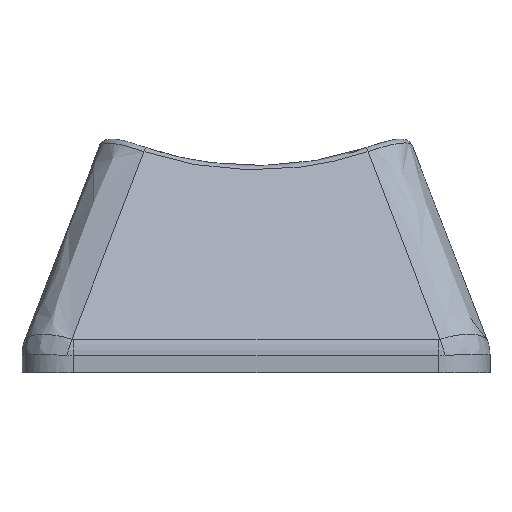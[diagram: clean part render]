
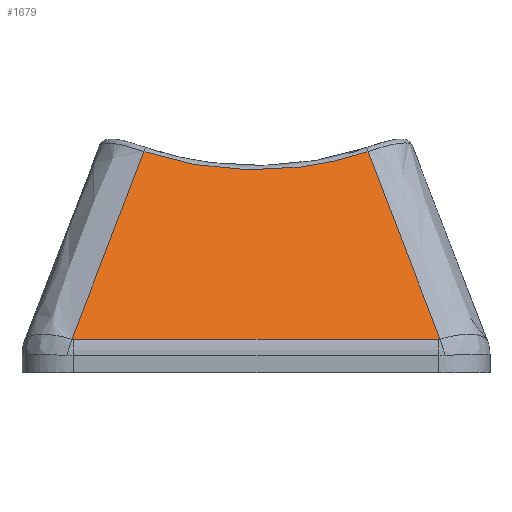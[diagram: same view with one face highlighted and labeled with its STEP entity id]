
A CAD part, front view. The second image highlights one B-rep face of the part: STEP entity #1679.
In plain terms, the highlighted planar face has unit normal (0, -0.906, 0.424).
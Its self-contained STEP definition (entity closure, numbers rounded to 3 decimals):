
#14=PLANE('',#1774);
#41=LINE('',#3390,#97);
#97=VECTOR('',#1848,10.);
#164=ELLIPSE('',#1756,1.179,0.5);
#166=ELLIPSE('',#1761,1.179,0.5);
#240=FACE_OUTER_BOUND('',#331,.T.);
#331=EDGE_LOOP('',(#1288,#1289,#1290,#1291,#1292,#1293));
#511=B_SPLINE_CURVE_WITH_KNOTS('',3,(#3835,#3836,#3837,#3838),
 .UNSPECIFIED.,.F.,.F.,(4,4),(-0.929,-0.078),
 .UNSPECIFIED.);
#513=B_SPLINE_CURVE_WITH_KNOTS('',3,(#3846,#3847,#3848,#3849),
 .UNSPECIFIED.,.F.,.F.,(4,4),(0.078,0.929),
 .UNSPECIFIED.);
#514=B_SPLINE_CURVE_WITH_KNOTS('',3,(#3850,#3851,#3852,#3853),
 .UNSPECIFIED.,.F.,.F.,(4,4),(-0.888,0.),.UNSPECIFIED.);
#661=VERTEX_POINT('',#3346);
#665=VERTEX_POINT('',#3380);
#667=VERTEX_POINT('',#3386);
#669=VERTEX_POINT('',#3407);
#695=VERTEX_POINT('',#3834);
#696=VERTEX_POINT('',#3845);
#870=EDGE_CURVE('',#661,#665,#164,.T.);
#873=EDGE_CURVE('',#665,#667,#41,.T.);
#876=EDGE_CURVE('',#667,#669,#166,.T.);
#915=EDGE_CURVE('',#669,#695,#511,.T.);
#917=EDGE_CURVE('',#696,#661,#513,.T.);
#918=EDGE_CURVE('',#695,#696,#514,.T.);
#1288=ORIENTED_EDGE('',*,*,#876,.F.);
#1289=ORIENTED_EDGE('',*,*,#873,.F.);
#1290=ORIENTED_EDGE('',*,*,#870,.F.);
#1291=ORIENTED_EDGE('',*,*,#917,.F.);
#1292=ORIENTED_EDGE('',*,*,#918,.F.);
#1293=ORIENTED_EDGE('',*,*,#915,.F.);
#1679=ADVANCED_FACE('',(#240),#14,.T.);
#1756=AXIS2_PLACEMENT_3D('',#3384,#1841,#1842);
#1761=AXIS2_PLACEMENT_3D('',#3411,#1853,#1854);
#1774=AXIS2_PLACEMENT_3D('',#3844,#1881,#1882);
#1841=DIRECTION('center_axis',(0.,0.906,-0.424));
#1842=DIRECTION('ref_axis',(0.,-0.424,-0.906));
#1848=DIRECTION('',(-1.,0.,0.));
#1853=DIRECTION('center_axis',(0.,0.906,-0.424));
#1854=DIRECTION('ref_axis',(0.,-0.424,-0.906));
#1881=DIRECTION('center_axis',(0.,-0.906,
0.424));
#1882=DIRECTION('ref_axis',(0.,-0.424,-0.906));
#3346=CARTESIAN_POINT('',(7.145,-8.935,0.311));
#3380=CARTESIAN_POINT('',(7.081,-8.939,0.302));
#3384=CARTESIAN_POINT('Origin',(7.081,-8.439,1.37));
#3386=CARTESIAN_POINT('',(-7.08,-8.939,0.302));
#3390=CARTESIAN_POINT('',(7.525,-8.939,0.302));
#3407=CARTESIAN_POINT('',(-7.145,-8.935,0.311));
#3411=CARTESIAN_POINT('Origin',(-7.08,-8.439,1.37));
#3834=CARTESIAN_POINT('',(-4.347,-5.527,7.588));
#3835=CARTESIAN_POINT('Ctrl Pts',(-7.145,-8.935,0.311));
#3836=CARTESIAN_POINT('Ctrl Pts',(-6.22,-7.798,2.739));
#3837=CARTESIAN_POINT('Ctrl Pts',(-5.289,-6.662,5.165));
#3838=CARTESIAN_POINT('Ctrl Pts',(-4.347,-5.527,7.588));
#3844=CARTESIAN_POINT('Origin',(5.969,-5.088,8.527));
#3845=CARTESIAN_POINT('',(4.347,-5.527,7.588));
#3846=CARTESIAN_POINT('Ctrl Pts',(4.347,-5.527,7.588));
#3847=CARTESIAN_POINT('Ctrl Pts',(5.289,-6.662,5.165));
#3848=CARTESIAN_POINT('Ctrl Pts',(6.22,-7.798,2.739));
#3849=CARTESIAN_POINT('Ctrl Pts',(7.145,-8.935,0.311));
#3850=CARTESIAN_POINT('Ctrl Pts',(-4.347,-5.527,7.588));
#3851=CARTESIAN_POINT('Ctrl Pts',(-1.575,-5.969,6.645));
#3852=CARTESIAN_POINT('Ctrl Pts',(1.575,-5.969,6.645));
#3853=CARTESIAN_POINT('Ctrl Pts',(4.347,-5.527,7.588));
